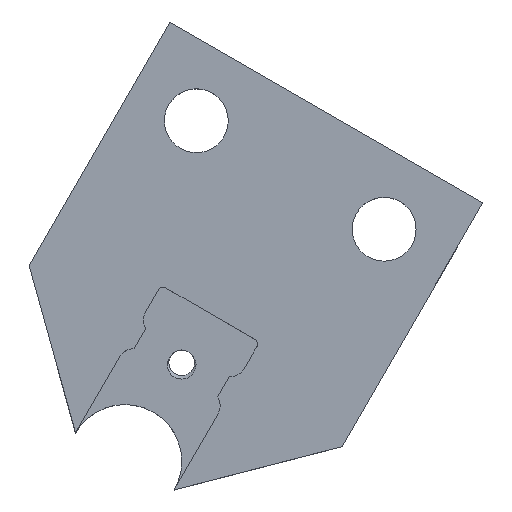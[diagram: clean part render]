
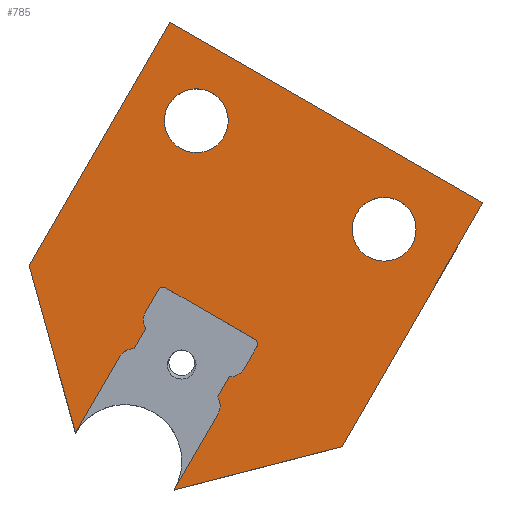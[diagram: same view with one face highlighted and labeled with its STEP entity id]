
A CAD part, top view. The second image highlights one B-rep face of the part: STEP entity #785.
In plain terms, the highlighted planar face has unit normal (0, 0, 1).
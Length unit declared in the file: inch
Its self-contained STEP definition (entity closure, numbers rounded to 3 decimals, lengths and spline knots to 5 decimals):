
#20=FACE_BOUND('',#106,.T.);
#21=FACE_BOUND('',#107,.T.);
#26=PLANE('',#851);
#60=FACE_OUTER_BOUND('',#105,.T.);
#105=EDGE_LOOP('',(#613,#614,#615,#616,#617,#618,#619,#620,#621,#622,#623,
#624,#625,#626,#627,#628,#629,#630));
#106=EDGE_LOOP('',(#631));
#107=EDGE_LOOP('',(#632));
#137=CIRCLE('',#848,0.1105);
#138=CIRCLE('',#850,0.1105);
#139=CIRCLE('',#852,0.05906);
#140=CIRCLE('',#853,0.05906);
#141=CIRCLE('',#854,0.05906);
#142=CIRCLE('',#855,0.01969);
#143=CIRCLE('',#856,0.01969);
#144=CIRCLE('',#857,0.05906);
#208=LINE('',#1899,#268);
#211=LINE('',#1904,#271);
#214=LINE('',#1917,#274);
#215=LINE('',#1919,#275);
#216=LINE('',#1921,#276);
#217=LINE('',#1923,#277);
#218=LINE('',#1925,#278);
#219=LINE('',#1929,#279);
#220=LINE('',#1933,#280);
#221=LINE('',#1937,#281);
#222=LINE('',#1941,#282);
#223=LINE('',#1944,#283);
#268=VECTOR('',#960,0.3937);
#271=VECTOR('',#965,0.3937);
#274=VECTOR('',#980,0.3937);
#275=VECTOR('',#981,0.3937);
#276=VECTOR('',#982,0.3937);
#277=VECTOR('',#983,0.3937);
#278=VECTOR('',#984,0.3937);
#279=VECTOR('',#987,0.3937);
#280=VECTOR('',#990,0.3937);
#281=VECTOR('',#993,0.3937);
#282=VECTOR('',#996,0.3937);
#283=VECTOR('',#999,0.3937);
#352=VERTEX_POINT('',#1896);
#353=VERTEX_POINT('',#1898);
#354=VERTEX_POINT('',#1902);
#355=VERTEX_POINT('',#1906);
#356=VERTEX_POINT('',#1910);
#357=VERTEX_POINT('',#1914);
#358=VERTEX_POINT('',#1915);
#359=VERTEX_POINT('',#1918);
#360=VERTEX_POINT('',#1920);
#361=VERTEX_POINT('',#1922);
#362=VERTEX_POINT('',#1924);
#363=VERTEX_POINT('',#1926);
#364=VERTEX_POINT('',#1928);
#365=VERTEX_POINT('',#1930);
#366=VERTEX_POINT('',#1932);
#367=VERTEX_POINT('',#1934);
#368=VERTEX_POINT('',#1936);
#369=VERTEX_POINT('',#1938);
#370=VERTEX_POINT('',#1940);
#371=VERTEX_POINT('',#1942);
#448=EDGE_CURVE('',#353,#352,#208,.T.);
#451=EDGE_CURVE('',#352,#354,#211,.T.);
#452=EDGE_CURVE('',#355,#355,#137,.T.);
#454=EDGE_CURVE('',#356,#356,#138,.T.);
#456=EDGE_CURVE('',#357,#358,#139,.T.);
#457=EDGE_CURVE('',#358,#353,#214,.T.);
#458=EDGE_CURVE('',#354,#359,#215,.T.);
#459=EDGE_CURVE('',#359,#360,#216,.T.);
#460=EDGE_CURVE('',#360,#361,#217,.T.);
#461=EDGE_CURVE('',#361,#362,#218,.T.);
#462=EDGE_CURVE('',#362,#363,#140,.T.);
#463=EDGE_CURVE('',#363,#364,#219,.T.);
#464=EDGE_CURVE('',#364,#365,#141,.T.);
#465=EDGE_CURVE('',#365,#366,#220,.T.);
#466=EDGE_CURVE('',#366,#367,#142,.T.);
#467=EDGE_CURVE('',#367,#368,#221,.T.);
#468=EDGE_CURVE('',#368,#369,#143,.T.);
#469=EDGE_CURVE('',#369,#370,#222,.T.);
#470=EDGE_CURVE('',#370,#371,#144,.T.);
#471=EDGE_CURVE('',#371,#357,#223,.T.);
#613=ORIENTED_EDGE('',*,*,#456,.T.);
#614=ORIENTED_EDGE('',*,*,#457,.T.);
#615=ORIENTED_EDGE('',*,*,#448,.T.);
#616=ORIENTED_EDGE('',*,*,#451,.T.);
#617=ORIENTED_EDGE('',*,*,#458,.T.);
#618=ORIENTED_EDGE('',*,*,#459,.T.);
#619=ORIENTED_EDGE('',*,*,#460,.T.);
#620=ORIENTED_EDGE('',*,*,#461,.T.);
#621=ORIENTED_EDGE('',*,*,#462,.T.);
#622=ORIENTED_EDGE('',*,*,#463,.T.);
#623=ORIENTED_EDGE('',*,*,#464,.T.);
#624=ORIENTED_EDGE('',*,*,#465,.T.);
#625=ORIENTED_EDGE('',*,*,#466,.T.);
#626=ORIENTED_EDGE('',*,*,#467,.T.);
#627=ORIENTED_EDGE('',*,*,#468,.T.);
#628=ORIENTED_EDGE('',*,*,#469,.T.);
#629=ORIENTED_EDGE('',*,*,#470,.T.);
#630=ORIENTED_EDGE('',*,*,#471,.T.);
#631=ORIENTED_EDGE('',*,*,#452,.T.);
#632=ORIENTED_EDGE('',*,*,#454,.T.);
#785=ADVANCED_FACE('',(#60,#20,#21),#26,.T.);
#848=AXIS2_PLACEMENT_3D('',#1907,#968,#969);
#850=AXIS2_PLACEMENT_3D('',#1911,#973,#974);
#851=AXIS2_PLACEMENT_3D('',#1913,#976,#977);
#852=AXIS2_PLACEMENT_3D('',#1916,#978,#979);
#853=AXIS2_PLACEMENT_3D('',#1927,#985,#986);
#854=AXIS2_PLACEMENT_3D('',#1931,#988,#989);
#855=AXIS2_PLACEMENT_3D('',#1935,#991,#992);
#856=AXIS2_PLACEMENT_3D('',#1939,#994,#995);
#857=AXIS2_PLACEMENT_3D('',#1943,#997,#998);
#960=DIRECTION('',(0.968,0.25,0.));
#965=DIRECTION('',(0.5,0.866,0.));
#968=DIRECTION('center_axis',(0.,0.,-1.));
#969=DIRECTION('ref_axis',(1.,0.,0.));
#973=DIRECTION('center_axis',(0.,0.,-1.));
#974=DIRECTION('ref_axis',(1.,0.,0.));
#976=DIRECTION('center_axis',(0.,0.,1.));
#977=DIRECTION('ref_axis',(1.,0.,0.));
#978=DIRECTION('center_axis',(0.,0.,-1.));
#979=DIRECTION('ref_axis',(0.866,-0.5,0.));
#980=DIRECTION('',(-0.5,-0.866,0.));
#981=DIRECTION('',(-0.866,0.5,0.));
#982=DIRECTION('',(-0.5,-0.866,0.));
#983=DIRECTION('',(0.268,-0.964,0.));
#984=DIRECTION('',(0.5,0.866,0.));
#985=DIRECTION('center_axis',(0.,0.,-1.));
#986=DIRECTION('ref_axis',(0.009,1.,0.));
#987=DIRECTION('',(0.5,0.866,0.));
#988=DIRECTION('center_axis',(0.,0.,-1.));
#989=DIRECTION('ref_axis',(-0.866,0.5,0.));
#990=DIRECTION('',(0.5,0.866,0.));
#991=DIRECTION('center_axis',(0.,0.,-1.));
#992=DIRECTION('ref_axis',(0.5,0.866,0.));
#993=DIRECTION('',(0.866,-0.5,0.));
#994=DIRECTION('center_axis',(0.,0.,-1.));
#995=DIRECTION('ref_axis',(0.866,-0.5,0.));
#996=DIRECTION('',(-0.5,-0.866,0.));
#997=DIRECTION('center_axis',(0.,0.,-1.));
#998=DIRECTION('ref_axis',(-0.009,-1.,0.));
#999=DIRECTION('',(-0.5,-0.866,0.));
#1896=CARTESIAN_POINT('',(3.8292,5.38238,0.75421));
#1898=CARTESIAN_POINT('',(3.24823,5.2324,0.75421));
#1899=CARTESIAN_POINT('',(3.4788,5.29192,0.75421));
#1902=CARTESIAN_POINT('',(4.31587,6.22531,0.75421));
#1904=CARTESIAN_POINT('',(3.93464,5.56499,0.75421));
#1906=CARTESIAN_POINT('',(3.86387,6.1338,0.75421));
#1907=CARTESIAN_POINT('Origin',(3.97437,6.1338,0.75421));
#1910=CARTESIAN_POINT('',(3.21435,6.5088,0.75421));
#1911=CARTESIAN_POINT('Origin',(3.32485,6.5088,0.75421));
#1913=CARTESIAN_POINT('Origin',(3.53127,6.04136,0.75421));
#1914=CARTESIAN_POINT('',(3.3991,5.55372,0.75421));
#1915=CARTESIAN_POINT('',(3.39938,5.49419,0.75421));
#1916=CARTESIAN_POINT('Origin',(3.34823,5.52372,0.75421));
#1917=CARTESIAN_POINT('',(3.53433,5.72794,0.75421));
#1918=CARTESIAN_POINT('',(3.23334,6.85031,0.75421));
#1919=CARTESIAN_POINT('',(4.06147,6.37219,0.75421));
#1920=CARTESIAN_POINT('',(2.74667,6.00738,0.75421));
#1921=CARTESIAN_POINT('',(3.09544,6.61146,0.75421));
#1922=CARTESIAN_POINT('',(2.90728,5.42925,0.75421));
#1923=CARTESIAN_POINT('',(2.7704,5.92197,0.75421));
#1924=CARTESIAN_POINT('',(3.05842,5.69104,0.75421));
#1925=CARTESIAN_POINT('',(3.1178,5.79389,0.75421));
#1926=CARTESIAN_POINT('',(3.11011,5.72057,0.75421));
#1927=CARTESIAN_POINT('Origin',(3.10957,5.66152,0.75421));
#1928=CARTESIAN_POINT('',(3.15011,5.78985,0.75421));
#1929=CARTESIAN_POINT('',(3.23221,5.93205,0.75421));
#1930=CARTESIAN_POINT('',(3.14984,5.84938,0.75421));
#1931=CARTESIAN_POINT('Origin',(3.20098,5.81985,0.75421));
#1932=CARTESIAN_POINT('',(3.19271,5.92364,0.75421));
#1933=CARTESIAN_POINT('',(3.23908,6.00395,0.75421));
#1934=CARTESIAN_POINT('',(3.2196,5.93084,0.75421));
#1935=CARTESIAN_POINT('Origin',(3.20976,5.9138,0.75421));
#1936=CARTESIAN_POINT('',(3.52646,5.75368,0.75421));
#1937=CARTESIAN_POINT('',(3.31255,5.87718,0.75421));
#1938=CARTESIAN_POINT('',(3.53367,5.72679,0.75421));
#1939=CARTESIAN_POINT('Origin',(3.51662,5.73663,0.75421));
#1940=CARTESIAN_POINT('',(3.49079,5.65253,0.75421));
#1941=CARTESIAN_POINT('',(3.60147,5.84423,0.75421));
#1942=CARTESIAN_POINT('',(3.4391,5.623,0.75421));
#1943=CARTESIAN_POINT('Origin',(3.43965,5.68205,0.75421));
#1944=CARTESIAN_POINT('',(3.5412,5.79984,0.75421));
